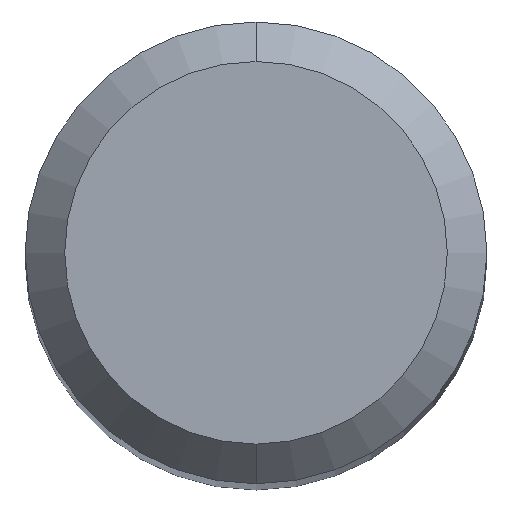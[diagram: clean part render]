
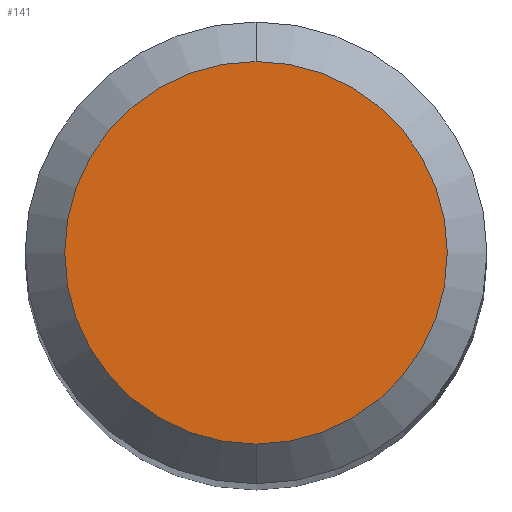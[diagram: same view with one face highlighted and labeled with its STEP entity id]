
A CAD part, top view. The second image highlights one B-rep face of the part: STEP entity #141.
In plain terms, the highlighted planar face has unit normal (0, 0, 1).
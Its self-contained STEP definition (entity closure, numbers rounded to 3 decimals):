
#141=ADVANCED_FACE('',(#359),#360,.T.);
#171=VERTEX_POINT('',#392);
#203=EDGE_CURVE('',#171,#231,#431,.T.);
#229=EDGE_CURVE('',#231,#171,#458,.T.);
#231=VERTEX_POINT('',#460);
#359=FACE_OUTER_BOUND('',#593,.T.);
#360=PLANE('',#594);
#392=CARTESIAN_POINT('',(0.,-1.45,0.0));
#431=CIRCLE('',#680,1.45);
#458=CIRCLE('',#719,1.45);
#460=CARTESIAN_POINT('',(0.0,1.45,0.0));
#593=EDGE_LOOP('',(#893,#894));
#594=AXIS2_PLACEMENT_3D('',#895,#896,#897);
#680=AXIS2_PLACEMENT_3D('',#992,#993,#994);
#719=AXIS2_PLACEMENT_3D('',#1016,#1017,#1018);
#893=ORIENTED_EDGE('',*,*,#229,.F.);
#894=ORIENTED_EDGE('',*,*,#203,.F.);
#895=CARTESIAN_POINT('',(0.0,0.725,0.0));
#896=DIRECTION('',(-0.0,0.0,1.0));
#897=DIRECTION('',(0.0,-1.0,0.0));
#992=CARTESIAN_POINT('',(0.0,0.0,0.0));
#993=DIRECTION('',(0.0,0.0,-1.0));
#994=DIRECTION('',(0.0,1.0,0.0));
#1016=CARTESIAN_POINT('',(0.0,0.0,0.0));
#1017=DIRECTION('',(0.0,0.0,-1.0));
#1018=DIRECTION('',(0.0,1.0,0.0));
